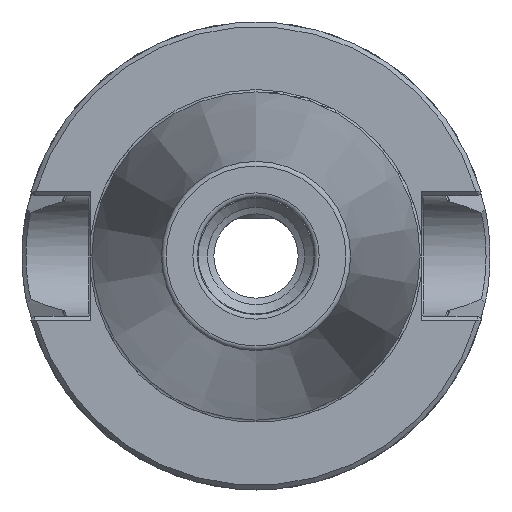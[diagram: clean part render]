
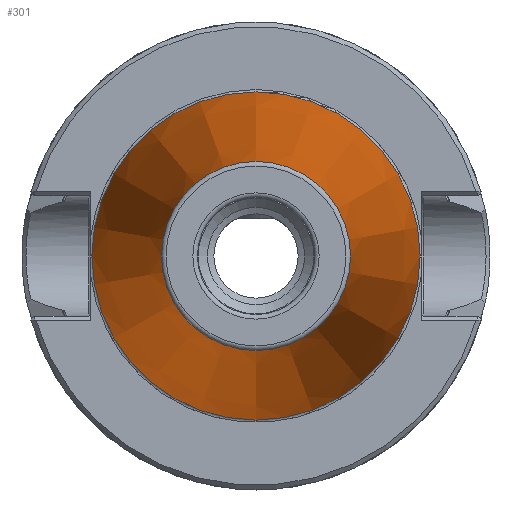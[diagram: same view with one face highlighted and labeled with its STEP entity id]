
A CAD part, left-side view. The second image highlights one B-rep face of the part: STEP entity #301.
In plain terms, the highlighted conical face has half-angle 8.297 degrees and reference radius 20.204 mm.
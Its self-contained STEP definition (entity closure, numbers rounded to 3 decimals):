
#301 = ADVANCED_FACE( '', ( #629, #630 ), #631, .T. );
#629 = FACE_OUTER_BOUND( '', #994, .T. );
#630 = FACE_BOUND( '', #995, .T. );
#631 = CONICAL_SURFACE( '', #996, 20.204, 0.145 );
#994 = EDGE_LOOP( '', ( #1742 ) );
#995 = EDGE_LOOP( '', ( #1743 ) );
#996 = AXIS2_PLACEMENT_3D( '', #1744, #1745, #1746 );
#1742 = ORIENTED_EDGE( '', *, *, #2034, .T. );
#1743 = ORIENTED_EDGE( '', *, *, #2055, .F. );
#1744 = CARTESIAN_POINT( '', ( -100.944, 0., 0. ) );
#1745 = DIRECTION( '', ( 1., 0., 0. ) );
#1746 = DIRECTION( '', ( 0., 0., -1. ) );
#2034 = EDGE_CURVE( '', #2456, #2456, #2457, .T. );
#2055 = EDGE_CURVE( '', #2479, #2479, #2480, .T. );
#2456 = VERTEX_POINT( '', #3426 );
#2457 = CIRCLE( '', #3427, 35.065 );
#2479 = VERTEX_POINT( '', #3476 );
#2480 = CIRCLE( '', #3477, 20.204 );
#3426 = CARTESIAN_POINT( '', ( 0.963, 0., 35.065 ) );
#3427 = AXIS2_PLACEMENT_3D( '', #3772, #3773, #3774 );
#3476 = CARTESIAN_POINT( '', ( -100.944, 0., 20.204 ) );
#3477 = AXIS2_PLACEMENT_3D( '', #3777, #3778, #3779 );
#3772 = CARTESIAN_POINT( '', ( 0.963, 0., 0. ) );
#3773 = DIRECTION( '', ( -1., 0., 0. ) );
#3774 = DIRECTION( '', ( 0., 0., 1. ) );
#3777 = CARTESIAN_POINT( '', ( -100.944, 0., 0. ) );
#3778 = DIRECTION( '', ( -1., 0., 0. ) );
#3779 = DIRECTION( '', ( 0., 0., 1. ) );
